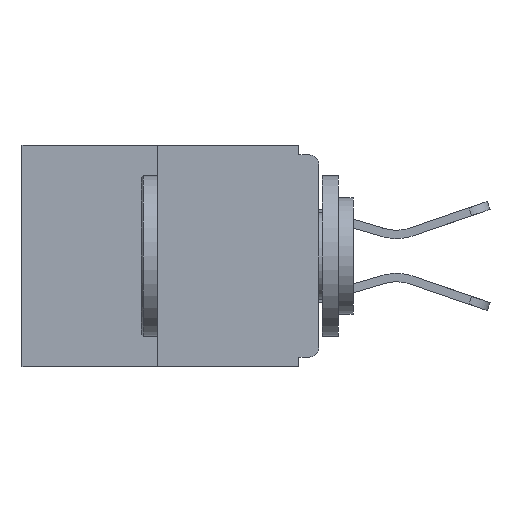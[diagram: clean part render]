
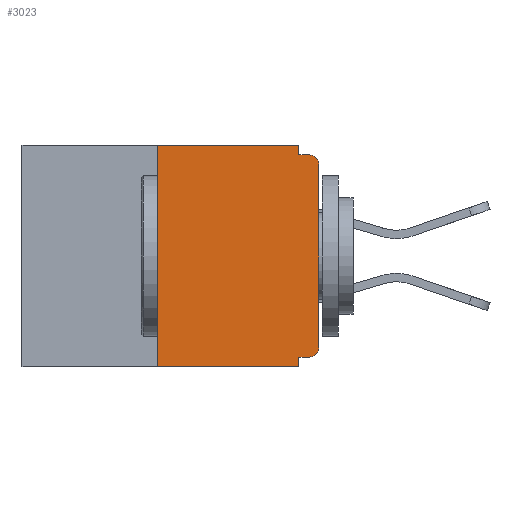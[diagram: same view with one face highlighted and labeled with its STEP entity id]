
A CAD part, left-side view. The second image highlights one B-rep face of the part: STEP entity #3023.
In plain terms, the highlighted planar face has unit normal (-1, 0, 0).
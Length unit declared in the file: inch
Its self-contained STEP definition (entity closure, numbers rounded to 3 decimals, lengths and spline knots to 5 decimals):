
#79 = CARTESIAN_POINT ( 'NONE',  ( 0., 0.25, 0. ) ) ;
#298 = VECTOR ( 'NONE', #10721, 39.37008 ) ;
#383 = EDGE_CURVE ( 'NONE', #12903, #9755, #6686, .T. ) ;
#535 = LINE ( 'NONE', #10235, #8267 ) ;
#710 = ORIENTED_EDGE ( 'NONE', *, *, #5592, .T. ) ;
#711 = VECTOR ( 'NONE', #3791, 39.37008 ) ;
#837 = VERTEX_POINT ( 'NONE', #11482 ) ;
#887 = DIRECTION ( 'NONE',  ( -1., 0., 0. ) ) ;
#995 = VERTEX_POINT ( 'NONE', #10309 ) ;
#1020 = EDGE_CURVE ( 'NONE', #5108, #12120, #10734, .T. ) ;
#1041 = CARTESIAN_POINT ( 'NONE',  ( 0., 0.031, 0. ) ) ;
#1296 = LINE ( 'NONE', #12934, #298 ) ;
#1604 = VERTEX_POINT ( 'NONE', #8280 ) ;
#1680 = DIRECTION ( 'NONE',  ( 1., 0., 0. ) ) ;
#1979 = EDGE_CURVE ( 'NONE', #10687, #1604, #6041, .T. ) ;
#1991 = CARTESIAN_POINT ( 'NONE',  ( 0., 0.015, -0.313 ) ) ;
#2000 = CARTESIAN_POINT ( 'NONE',  ( 0., 0., -0.313 ) ) ;
#3023 = ADVANCED_FACE ( 'NONE', ( #5478 ), #7966, .F. ) ;
#3084 = DIRECTION ( 'NONE',  ( 0., 0., -1. ) ) ;
#3327 = ORIENTED_EDGE ( 'NONE', *, *, #1979, .F. ) ;
#3603 = VECTOR ( 'NONE', #12080, 39.37008 ) ;
#3791 = DIRECTION ( 'NONE',  ( 0., -1., 0. ) ) ;
#3978 = LINE ( 'NONE', #6971, #711 ) ;
#4210 = EDGE_CURVE ( 'NONE', #837, #9755, #3978, .T. ) ;
#4521 = ORIENTED_EDGE ( 'NONE', *, *, #4210, .T. ) ;
#4598 = ORIENTED_EDGE ( 'NONE', *, *, #7376, .F. ) ;
#5108 = VERTEX_POINT ( 'NONE', #13001 ) ;
#5142 = DIRECTION ( 'NONE',  ( 0., -1., 0. ) ) ;
#5170 = ORIENTED_EDGE ( 'NONE', *, *, #10631, .F. ) ;
#5251 = VERTEX_POINT ( 'NONE', #12275 ) ;
#5328 = LINE ( 'NONE', #7795, #12062 ) ;
#5478 = FACE_OUTER_BOUND ( 'NONE', #10029, .T. ) ;
#5592 = EDGE_CURVE ( 'NONE', #12120, #5251, #535, .T. ) ;
#5811 = AXIS2_PLACEMENT_3D ( 'NONE', #10814, #1680, #11885 ) ;
#6041 = LINE ( 'NONE', #1041, #12595 ) ;
#6118 = CARTESIAN_POINT ( 'NONE',  ( 0., 0.015, -0.03 ) ) ;
#6402 = LINE ( 'NONE', #8018, #3603 ) ;
#6686 = LINE ( 'NONE', #13257, #8956 ) ;
#6760 = ORIENTED_EDGE ( 'NONE', *, *, #11273, .T. ) ;
#6863 = VECTOR ( 'NONE', #5142, 39.37008 ) ;
#6971 = CARTESIAN_POINT ( 'NONE',  ( 0., 0.46, -0.343 ) ) ;
#7237 = EDGE_CURVE ( 'NONE', #5108, #12903, #6402, .T. ) ;
#7376 = EDGE_CURVE ( 'NONE', #12412, #10687, #8186, .T. ) ;
#7795 = CARTESIAN_POINT ( 'NONE',  ( 0., 0.25, 0. ) ) ;
#7812 = DIRECTION ( 'NONE',  ( 0., 0., -1. ) ) ;
#7966 = PLANE ( 'NONE',  #5811 ) ;
#8018 = CARTESIAN_POINT ( 'NONE',  ( 0., 0., -0.328 ) ) ;
#8180 = AXIS2_PLACEMENT_3D ( 'NONE', #1991, #12302, #10356 ) ;
#8186 = LINE ( 'NONE', #9175, #6863 ) ;
#8237 = DIRECTION ( 'NONE',  ( 0., 0., -1. ) ) ;
#8267 = VECTOR ( 'NONE', #12687, 39.37008 ) ;
#8280 = CARTESIAN_POINT ( 'NONE',  ( 0., 0.031, -0.015 ) ) ;
#8461 = ORIENTED_EDGE ( 'NONE', *, *, #7237, .F. ) ;
#8656 = EDGE_CURVE ( 'NONE', #1604, #995, #1296, .T. ) ;
#8956 = VECTOR ( 'NONE', #7812, 39.37008 ) ;
#9175 = CARTESIAN_POINT ( 'NONE',  ( 0., 0.46, 0. ) ) ;
#9501 = CARTESIAN_POINT ( 'NONE',  ( 0., 0.031, -0.328 ) ) ;
#9755 = VERTEX_POINT ( 'NONE', #10850 ) ;
#9913 = AXIS2_PLACEMENT_3D ( 'NONE', #6118, #887, #8237 ) ;
#10029 = EDGE_LOOP ( 'NONE', ( #4598, #5170, #4521, #10778, #8461, #10413, #710, #6760, #10842, #3327 ) ) ;
#10066 = CIRCLE ( 'NONE', #9913, 0.015 ) ;
#10235 = CARTESIAN_POINT ( 'NONE',  ( 0., 0., 0. ) ) ;
#10309 = CARTESIAN_POINT ( 'NONE',  ( 0., 0.015, -0.015 ) ) ;
#10356 = DIRECTION ( 'NONE',  ( 0., 0., -1. ) ) ;
#10413 = ORIENTED_EDGE ( 'NONE', *, *, #1020, .T. ) ;
#10631 = EDGE_CURVE ( 'NONE', #837, #12412, #5328, .T. ) ;
#10687 = VERTEX_POINT ( 'NONE', #11116 ) ;
#10721 = DIRECTION ( 'NONE',  ( 0., -1., 0. ) ) ;
#10734 = CIRCLE ( 'NONE', #8180, 0.015 ) ;
#10778 = ORIENTED_EDGE ( 'NONE', *, *, #383, .F. ) ;
#10814 = CARTESIAN_POINT ( 'NONE',  ( 0., 0.46, 0. ) ) ;
#10842 = ORIENTED_EDGE ( 'NONE', *, *, #8656, .F. ) ;
#10850 = CARTESIAN_POINT ( 'NONE',  ( 0., 0.031, -0.343 ) ) ;
#11116 = CARTESIAN_POINT ( 'NONE',  ( 0., 0.031, 0. ) ) ;
#11273 = EDGE_CURVE ( 'NONE', #5251, #995, #10066, .T. ) ;
#11482 = CARTESIAN_POINT ( 'NONE',  ( 0., 0.25, -0.343 ) ) ;
#11885 = DIRECTION ( 'NONE',  ( 0., 0., -1. ) ) ;
#12062 = VECTOR ( 'NONE', #12969, 39.37008 ) ;
#12080 = DIRECTION ( 'NONE',  ( 0., 1., 0. ) ) ;
#12120 = VERTEX_POINT ( 'NONE', #2000 ) ;
#12275 = CARTESIAN_POINT ( 'NONE',  ( 0., 0., -0.03 ) ) ;
#12302 = DIRECTION ( 'NONE',  ( -1., 0., 0. ) ) ;
#12412 = VERTEX_POINT ( 'NONE', #79 ) ;
#12595 = VECTOR ( 'NONE', #3084, 39.37008 ) ;
#12687 = DIRECTION ( 'NONE',  ( 0., 0., 1. ) ) ;
#12903 = VERTEX_POINT ( 'NONE', #9501 ) ;
#12934 = CARTESIAN_POINT ( 'NONE',  ( 0., 0., -0.015 ) ) ;
#12969 = DIRECTION ( 'NONE',  ( 0., 0., 1. ) ) ;
#13001 = CARTESIAN_POINT ( 'NONE',  ( 0., 0.015, -0.328 ) ) ;
#13257 = CARTESIAN_POINT ( 'NONE',  ( 0., 0.031, -0.343 ) ) ;
